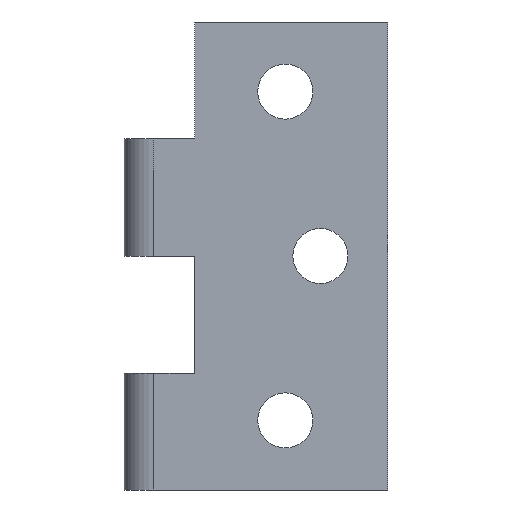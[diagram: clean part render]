
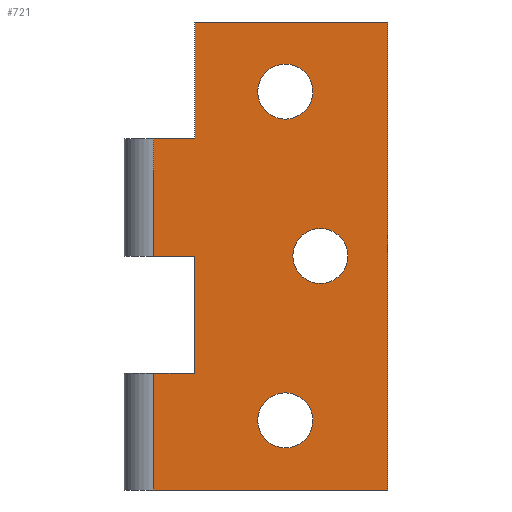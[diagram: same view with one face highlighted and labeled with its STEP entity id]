
A CAD part, front view. The second image highlights one B-rep face of the part: STEP entity #721.
In plain terms, the highlighted planar face has unit normal (0, -1, 0).
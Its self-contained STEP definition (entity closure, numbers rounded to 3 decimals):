
#12 = CARTESIAN_POINT ( 'NONE',  ( -2.5, -2.5, 10. ) ) ;
#29 = VECTOR ( 'NONE', #983, 1000. ) ;
#45 = CARTESIAN_POINT ( 'NONE',  ( -2.5, -2.5, 30. ) ) ;
#61 = CIRCLE ( 'NONE', #927, 2.35 ) ;
#74 = VECTOR ( 'NONE', #882, 1000. ) ;
#95 = ORIENTED_EDGE ( 'NONE', *, *, #138, .T. ) ;
#102 = FACE_BOUND ( 'NONE', #938, .T. ) ;
#110 = CARTESIAN_POINT ( 'NONE',  ( 3.5, -2.5, 10. ) ) ;
#117 = ORIENTED_EDGE ( 'NONE', *, *, #604, .T. ) ;
#121 = CARTESIAN_POINT ( 'NONE',  ( 11.25, -2.5, 5.95 ) ) ;
#122 = CARTESIAN_POINT ( 'NONE',  ( 11.25, -2.5, 34.05 ) ) ;
#123 = DIRECTION ( 'NONE',  ( 0., 0., -1. ) ) ;
#126 = CARTESIAN_POINT ( 'NONE',  ( 11.25, -2.5, 31.7 ) ) ;
#128 = EDGE_CURVE ( 'NONE', #989, #550, #923, .T. ) ;
#135 = DIRECTION ( 'NONE',  ( 1., 0., 0. ) ) ;
#138 = EDGE_CURVE ( 'NONE', #275, #261, #948, .T. ) ;
#141 = LINE ( 'NONE', #228, #652 ) ;
#144 = DIRECTION ( 'NONE',  ( 0., -1., 0. ) ) ;
#153 = VECTOR ( 'NONE', #284, 1000. ) ;
#174 = VERTEX_POINT ( 'NONE', #279 ) ;
#177 = CARTESIAN_POINT ( 'NONE',  ( 20., -2.5, 40. ) ) ;
#185 = ORIENTED_EDGE ( 'NONE', *, *, #774, .T. ) ;
#189 = CARTESIAN_POINT ( 'NONE',  ( -2.5, -2.5, 20. ) ) ;
#191 = AXIS2_PLACEMENT_3D ( 'NONE', #121, #616, #930 ) ;
#194 = LINE ( 'NONE', #177, #246 ) ;
#197 = CARTESIAN_POINT ( 'NONE',  ( 14.25, -2.5, 20. ) ) ;
#205 = DIRECTION ( 'NONE',  ( 1., 0., 0. ) ) ;
#228 = CARTESIAN_POINT ( 'NONE',  ( 20., -2.5, 40. ) ) ;
#229 = DIRECTION ( 'NONE',  ( 0., 0., -1. ) ) ;
#230 = CARTESIAN_POINT ( 'NONE',  ( 11.25, -2.5, 5.95 ) ) ;
#232 = EDGE_CURVE ( 'NONE', #360, #587, #998, .T. ) ;
#235 = CIRCLE ( 'NONE', #597, 2.35 ) ;
#245 = AXIS2_PLACEMENT_3D ( 'NONE', #705, #144, #135 ) ;
#246 = VECTOR ( 'NONE', #342, 1000. ) ;
#261 = VERTEX_POINT ( 'NONE', #383 ) ;
#268 = EDGE_CURVE ( 'NONE', #950, #275, #483, .T. ) ;
#270 = PLANE ( 'NONE',  #753 ) ;
#275 = VERTEX_POINT ( 'NONE', #310 ) ;
#279 = CARTESIAN_POINT ( 'NONE',  ( 0., -2.5, 10. ) ) ;
#281 = CIRCLE ( 'NONE', #245, 2.35 ) ;
#284 = DIRECTION ( 'NONE',  ( 0., 0., -1. ) ) ;
#297 = VECTOR ( 'NONE', #362, 1000. ) ;
#299 = ORIENTED_EDGE ( 'NONE', *, *, #799, .F. ) ;
#310 = CARTESIAN_POINT ( 'NONE',  ( 0., -2.5, 20. ) ) ;
#311 = VECTOR ( 'NONE', #906, 1000. ) ;
#312 = ORIENTED_EDGE ( 'NONE', *, *, #268, .T. ) ;
#333 = CIRCLE ( 'NONE', #191, 2.35 ) ;
#342 = DIRECTION ( 'NONE',  ( 0., 0., -1. ) ) ;
#348 = CARTESIAN_POINT ( 'NONE',  ( 20., -2.5, 40. ) ) ;
#352 = DIRECTION ( 'NONE',  ( 1., 0., 0. ) ) ;
#356 = CARTESIAN_POINT ( 'NONE',  ( 14.25, -2.5, 17.65 ) ) ;
#360 = VERTEX_POINT ( 'NONE', #787 ) ;
#362 = DIRECTION ( 'NONE',  ( -1., 0., 0. ) ) ;
#378 = VECTOR ( 'NONE', #229, 1000. ) ;
#383 = CARTESIAN_POINT ( 'NONE',  ( 3.5, -2.5, 20. ) ) ;
#384 = ORIENTED_EDGE ( 'NONE', *, *, #931, .F. ) ;
#401 = CARTESIAN_POINT ( 'NONE',  ( 3.5, -2.5, 10. ) ) ;
#403 = VECTOR ( 'NONE', #995, 1000. ) ;
#408 = VERTEX_POINT ( 'NONE', #883 ) ;
#412 = ORIENTED_EDGE ( 'NONE', *, *, #829, .F. ) ;
#418 = DIRECTION ( 'NONE',  ( 1., 0., 0. ) ) ;
#425 = CIRCLE ( 'NONE', #982, 2.35 ) ;
#441 = VERTEX_POINT ( 'NONE', #961 ) ;
#447 = DIRECTION ( 'NONE',  ( 0., -1., 0. ) ) ;
#470 = ORIENTED_EDGE ( 'NONE', *, *, #1003, .T. ) ;
#483 = LINE ( 'NONE', #545, #378 ) ;
#488 = CARTESIAN_POINT ( 'NONE',  ( 0., -2.5, 0. ) ) ;
#523 = VECTOR ( 'NONE', #123, 1000. ) ;
#528 = DIRECTION ( 'NONE',  ( 1., 0., 0. ) ) ;
#531 = DIRECTION ( 'NONE',  ( 0., -1., 0. ) ) ;
#538 = DIRECTION ( 'NONE',  ( -1., 0., 0. ) ) ;
#545 = CARTESIAN_POINT ( 'NONE',  ( 0., -2.5, 40. ) ) ;
#549 = ORIENTED_EDGE ( 'NONE', *, *, #838, .T. ) ;
#550 = VERTEX_POINT ( 'NONE', #488 ) ;
#570 = EDGE_CURVE ( 'NONE', #898, #989, #194, .T. ) ;
#576 = ORIENTED_EDGE ( 'NONE', *, *, #653, .F. ) ;
#580 = LINE ( 'NONE', #401, #74 ) ;
#582 = FACE_OUTER_BOUND ( 'NONE', #871, .T. ) ;
#587 = VERTEX_POINT ( 'NONE', #977 ) ;
#591 = DIRECTION ( 'NONE',  ( 0., -1., 0. ) ) ;
#597 = AXIS2_PLACEMENT_3D ( 'NONE', #230, #626, #858 ) ;
#604 = EDGE_CURVE ( 'NONE', #649, #174, #960, .T. ) ;
#611 = ORIENTED_EDGE ( 'NONE', *, *, #570, .F. ) ;
#616 = DIRECTION ( 'NONE',  ( 0., -1., 0. ) ) ;
#626 = DIRECTION ( 'NONE',  ( 0., -1., 0. ) ) ;
#646 = CARTESIAN_POINT ( 'NONE',  ( 20., -2.5, 0. ) ) ;
#649 = VERTEX_POINT ( 'NONE', #110 ) ;
#652 = VECTOR ( 'NONE', #538, 1000. ) ;
#653 = EDGE_CURVE ( 'NONE', #408, #661, #425, .T. ) ;
#661 = VERTEX_POINT ( 'NONE', #356 ) ;
#663 = CARTESIAN_POINT ( 'NONE',  ( 20., -2.5, 0. ) ) ;
#664 = DIRECTION ( 'NONE',  ( 0., -1., 0. ) ) ;
#679 = CARTESIAN_POINT ( 'NONE',  ( 3.5, -2.5, 30. ) ) ;
#680 = CIRCLE ( 'NONE', #870, 2.35 ) ;
#690 = LINE ( 'NONE', #45, #297 ) ;
#699 = CARTESIAN_POINT ( 'NONE',  ( 0., -2.5, 30. ) ) ;
#705 = CARTESIAN_POINT ( 'NONE',  ( 14.25, -2.5, 20. ) ) ;
#706 = ORIENTED_EDGE ( 'NONE', *, *, #855, .F. ) ;
#721 = ADVANCED_FACE ( 'NONE', ( #740, #102, #933, #582 ), #270, .T. ) ;
#722 = ORIENTED_EDGE ( 'NONE', *, *, #946, .T. ) ;
#740 = FACE_BOUND ( 'NONE', #834, .T. ) ;
#753 = AXIS2_PLACEMENT_3D ( 'NONE', #348, #664, #352 ) ;
#758 = VERTEX_POINT ( 'NONE', #764 ) ;
#764 = CARTESIAN_POINT ( 'NONE',  ( 11.25, -2.5, 3.6 ) ) ;
#773 = CARTESIAN_POINT ( 'NONE',  ( 0., -2.5, 40. ) ) ;
#774 = EDGE_CURVE ( 'NONE', #587, #950, #690, .T. ) ;
#787 = CARTESIAN_POINT ( 'NONE',  ( 3.5, -2.5, 40. ) ) ;
#799 = EDGE_CURVE ( 'NONE', #844, #441, #680, .T. ) ;
#803 = EDGE_CURVE ( 'NONE', #441, #844, #61, .T. ) ;
#808 = EDGE_LOOP ( 'NONE', ( #576, #706 ) ) ;
#829 = EDGE_CURVE ( 'NONE', #758, #892, #333, .T. ) ;
#834 = EDGE_LOOP ( 'NONE', ( #384, #412 ) ) ;
#838 = EDGE_CURVE ( 'NONE', #174, #550, #921, .T. ) ;
#844 = VERTEX_POINT ( 'NONE', #126 ) ;
#846 = ORIENTED_EDGE ( 'NONE', *, *, #803, .F. ) ;
#855 = EDGE_CURVE ( 'NONE', #661, #408, #281, .T. ) ;
#858 = DIRECTION ( 'NONE',  ( 1., 0., 0. ) ) ;
#870 = AXIS2_PLACEMENT_3D ( 'NONE', #934, #447, #205 ) ;
#871 = EDGE_LOOP ( 'NONE', ( #185, #312, #95, #470, #117, #549, #953, #611, #722, #1004 ) ) ;
#882 = DIRECTION ( 'NONE',  ( 0., 0., -1. ) ) ;
#883 = CARTESIAN_POINT ( 'NONE',  ( 14.25, -2.5, 22.35 ) ) ;
#892 = VERTEX_POINT ( 'NONE', #949 ) ;
#898 = VERTEX_POINT ( 'NONE', #1024 ) ;
#906 = DIRECTION ( 'NONE',  ( 1., 0., 0. ) ) ;
#921 = LINE ( 'NONE', #773, #153 ) ;
#923 = LINE ( 'NONE', #663, #403 ) ;
#927 = AXIS2_PLACEMENT_3D ( 'NONE', #122, #531, #528 ) ;
#930 = DIRECTION ( 'NONE',  ( 1., 0., 0. ) ) ;
#931 = EDGE_CURVE ( 'NONE', #892, #758, #235, .T. ) ;
#933 = FACE_BOUND ( 'NONE', #808, .T. ) ;
#934 = CARTESIAN_POINT ( 'NONE',  ( 11.25, -2.5, 34.05 ) ) ;
#938 = EDGE_LOOP ( 'NONE', ( #846, #299 ) ) ;
#946 = EDGE_CURVE ( 'NONE', #898, #360, #141, .T. ) ;
#948 = LINE ( 'NONE', #189, #311 ) ;
#949 = CARTESIAN_POINT ( 'NONE',  ( 11.25, -2.5, 8.3 ) ) ;
#950 = VERTEX_POINT ( 'NONE', #699 ) ;
#953 = ORIENTED_EDGE ( 'NONE', *, *, #128, .F. ) ;
#960 = LINE ( 'NONE', #12, #29 ) ;
#961 = CARTESIAN_POINT ( 'NONE',  ( 11.25, -2.5, 36.4 ) ) ;
#977 = CARTESIAN_POINT ( 'NONE',  ( 3.5, -2.5, 30. ) ) ;
#982 = AXIS2_PLACEMENT_3D ( 'NONE', #197, #591, #418 ) ;
#983 = DIRECTION ( 'NONE',  ( -1., 0., 0. ) ) ;
#989 = VERTEX_POINT ( 'NONE', #646 ) ;
#995 = DIRECTION ( 'NONE',  ( -1., 0., 0. ) ) ;
#998 = LINE ( 'NONE', #679, #523 ) ;
#1003 = EDGE_CURVE ( 'NONE', #261, #649, #580, .T. ) ;
#1004 = ORIENTED_EDGE ( 'NONE', *, *, #232, .T. ) ;
#1024 = CARTESIAN_POINT ( 'NONE',  ( 20., -2.5, 40. ) ) ;
